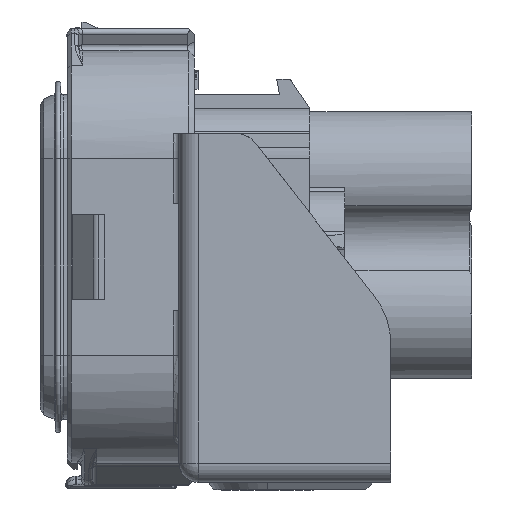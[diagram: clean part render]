
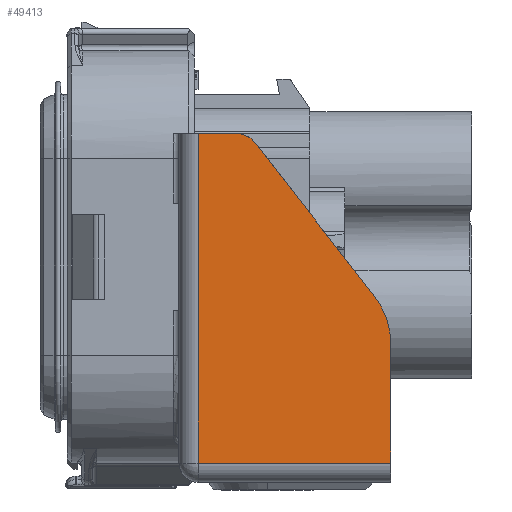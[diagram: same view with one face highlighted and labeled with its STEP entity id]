
A CAD part, left-side view. The second image highlights one B-rep face of the part: STEP entity #49413.
In plain terms, the highlighted planar face has unit normal (-1, 0, 0).
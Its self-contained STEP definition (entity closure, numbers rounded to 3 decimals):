
#8975=DIRECTION('',(0.,0.,1.));
#8976=VECTOR('',#8975,15.5);
#8977=CARTESIAN_POINT('',(-81.5,-36.,-26.75));
#8978=LINE('',#8977,#8976);
#10765=DIRECTION('',(0.,1.,0.));
#10766=VECTOR('',#10765,5.);
#10767=CARTESIAN_POINT('',(-81.5,-16.,16.));
#10768=LINE('',#10767,#10766);
#10778=DIRECTION('',(0.,0.,1.));
#10779=VECTOR('',#10778,42.75);
#10780=CARTESIAN_POINT('',(-81.5,-11.,-26.75));
#10781=LINE('',#10780,#10779);
#10782=CARTESIAN_POINT('',(-81.5,-16.,13.));
#10783=DIRECTION('',(1.,0.,0.));
#10784=DIRECTION('',(0.,0.,1.));
#10785=AXIS2_PLACEMENT_3D('',#10782,#10783,#10784);
#10787=DIRECTION('',(0.,-0.614,-0.789));
#10788=VECTOR('',#10787,25.28);
#10789=CARTESIAN_POINT('',(-81.5,-18.368,14.842));
#10790=LINE('',#10789,#10788);
#10791=CARTESIAN_POINT('',(-81.5,-26.,-11.25));
#10792=DIRECTION('',(1.,0.,0.));
#10793=DIRECTION('',(0.,-0.789,0.614));
#10794=AXIS2_PLACEMENT_3D('',#10791,#10792,#10793);
#10796=DIRECTION('',(0.,-1.,0.));
#10797=VECTOR('',#10796,25.);
#10798=CARTESIAN_POINT('',(-81.5,-11.,-26.75));
#10799=LINE('',#10798,#10797);
#30987=CARTESIAN_POINT('',(-81.5,-18.368,14.842));
#30988=CARTESIAN_POINT('',(-81.5,-33.892,-5.109));
#30989=VERTEX_POINT('',#30987);
#30990=VERTEX_POINT('',#30988);
#30991=CARTESIAN_POINT('',(-81.5,-16.,16.));
#30992=VERTEX_POINT('',#30991);
#30993=CARTESIAN_POINT('',(-81.5,-36.,-11.25));
#30994=VERTEX_POINT('',#30993);
#31003=CARTESIAN_POINT('',(-81.5,-36.,-26.75));
#31005=VERTEX_POINT('',#31003);
#31010=CARTESIAN_POINT('',(-81.5,-11.,16.));
#31012=VERTEX_POINT('',#31010);
#31013=CARTESIAN_POINT('',(-81.5,-11.,-26.75));
#31014=VERTEX_POINT('',#31013);
#49396=CARTESIAN_POINT('',(-81.5,-36.,-29.25));
#49397=DIRECTION('',(1.,0.,0.));
#49398=DIRECTION('',(0.,0.,1.));
#49399=AXIS2_PLACEMENT_3D('',#49396,#49397,#49398);
#49400=PLANE('',#49399);
#49402=ORIENTED_EDGE('',*,*,#49401,.T.);
#49403=ORIENTED_EDGE('',*,*,#49386,.F.);
#49404=ORIENTED_EDGE('',*,*,#49375,.T.);
#49405=ORIENTED_EDGE('',*,*,#49361,.T.);
#49407=ORIENTED_EDGE('',*,*,#49406,.T.);
#49408=ORIENTED_EDGE('',*,*,#46409,.F.);
#49410=ORIENTED_EDGE('',*,*,#49409,.F.);
#49411=EDGE_LOOP('',(#49402,#49403,#49404,#49405,#49407,#49408,#49410));
#49412=FACE_OUTER_BOUND('',#49411,.F.);
#49413=ADVANCED_FACE('',(#49412),#49400,.F.);
#10786=CIRCLE('',#10785,3.);
#10795=CIRCLE('',#10794,10.);
#46409=EDGE_CURVE('',#31005,#30994,#8978,.T.);
#49361=EDGE_CURVE('',#30989,#30990,#10790,.T.);
#49375=EDGE_CURVE('',#30992,#30989,#10786,.T.);
#49386=EDGE_CURVE('',#30992,#31012,#10768,.T.);
#49401=EDGE_CURVE('',#31014,#31012,#10781,.T.);
#49406=EDGE_CURVE('',#30990,#30994,#10795,.T.);
#49409=EDGE_CURVE('',#31014,#31005,#10799,.T.);
